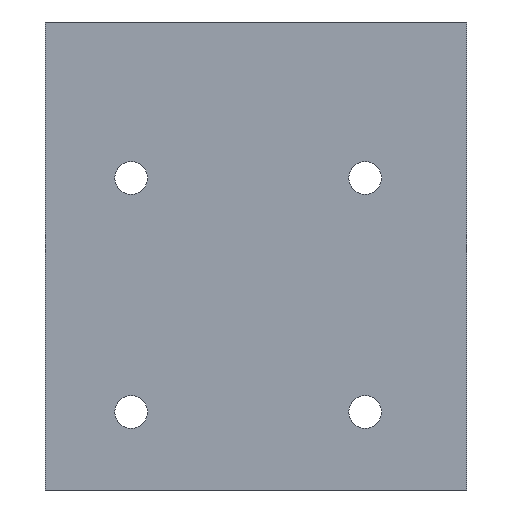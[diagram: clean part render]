
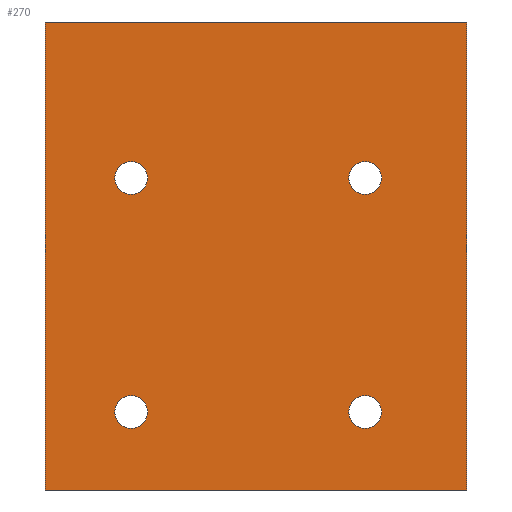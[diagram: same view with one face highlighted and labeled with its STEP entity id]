
A CAD part, front view. The second image highlights one B-rep face of the part: STEP entity #270.
In plain terms, the highlighted planar face has unit normal (0, -1, 0).
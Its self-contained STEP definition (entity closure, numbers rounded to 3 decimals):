
#8 = AXIS2_PLACEMENT_3D ( 'NONE', #526, #392, #531 ) ;
#13 = CARTESIAN_POINT ( 'NONE',  ( 11., -17.921, -48.844 ) ) ;
#19 = ORIENTED_EDGE ( 'NONE', *, *, #538, .T. ) ;
#37 = DIRECTION ( 'NONE',  ( 0., 1., 0. ) ) ;
#41 = CARTESIAN_POINT ( 'NONE',  ( 41., -17.921, -46.744 ) ) ;
#42 = CARTESIAN_POINT ( 'NONE',  ( 41., -17.921, -48.844 ) ) ;
#46 = AXIS2_PLACEMENT_3D ( 'NONE', #472, #37, #311 ) ;
#48 = CARTESIAN_POINT ( 'NONE',  ( 11., -17.921, -48.844 ) ) ;
#56 = CIRCLE ( 'NONE', #474, 2.1 ) ;
#64 = EDGE_CURVE ( 'NONE', #453, #418, #56, .T. ) ;
#65 = CIRCLE ( 'NONE', #448, 2.1 ) ;
#69 = VERTEX_POINT ( 'NONE', #73 ) ;
#72 = EDGE_CURVE ( 'NONE', #263, #69, #379, .T. ) ;
#73 = CARTESIAN_POINT ( 'NONE',  ( 41., -17.921, -50.944 ) ) ;
#75 = DIRECTION ( 'NONE',  ( 0., 1., 0. ) ) ;
#82 = EDGE_LOOP ( 'NONE', ( #459, #122 ) ) ;
#91 = EDGE_LOOP ( 'NONE', ( #706, #569 ) ) ;
#94 = DIRECTION ( 'NONE',  ( 0., 0., 1. ) ) ;
#112 = CIRCLE ( 'NONE', #537, 2.1 ) ;
#116 = DIRECTION ( 'NONE',  ( 0., 0., 1. ) ) ;
#120 = LINE ( 'NONE', #641, #635 ) ;
#122 = ORIENTED_EDGE ( 'NONE', *, *, #657, .T. ) ;
#136 = DIRECTION ( 'NONE',  ( 0., 0., -1. ) ) ;
#139 = ORIENTED_EDGE ( 'NONE', *, *, #550, .T. ) ;
#165 = EDGE_CURVE ( 'NONE', #69, #263, #698, .T. ) ;
#193 = EDGE_CURVE ( 'NONE', #341, #715, #683, .T. ) ;
#201 = LINE ( 'NONE', #425, #268 ) ;
#203 = EDGE_CURVE ( 'NONE', #295, #428, #120, .T. ) ;
#205 = EDGE_LOOP ( 'NONE', ( #415, #343, #337, #580 ) ) ;
#208 = PLANE ( 'NONE',  #307 ) ;
#232 = CARTESIAN_POINT ( 'NONE',  ( 41., -17.921, -48.844 ) ) ;
#263 = VERTEX_POINT ( 'NONE', #41 ) ;
#268 = VECTOR ( 'NONE', #136, 1000. ) ;
#269 = DIRECTION ( 'NONE',  ( 0., 0., 1. ) ) ;
#270 = ADVANCED_FACE ( 'NONE', ( #489, #606, #375, #326, #434 ), #208, .F. ) ;
#275 = CARTESIAN_POINT ( 'NONE',  ( 0., -17.921, -58.844 ) ) ;
#295 = VERTEX_POINT ( 'NONE', #316 ) ;
#298 = ORIENTED_EDGE ( 'NONE', *, *, #165, .T. ) ;
#299 = DIRECTION ( 'NONE',  ( 0., 1., 0. ) ) ;
#307 = AXIS2_PLACEMENT_3D ( 'NONE', #612, #497, #726 ) ;
#310 = EDGE_CURVE ( 'NONE', #418, #453, #112, .T. ) ;
#311 = DIRECTION ( 'NONE',  ( 0., 0., 1. ) ) ;
#316 = CARTESIAN_POINT ( 'NONE',  ( 54., -17.921, -58.844 ) ) ;
#326 = FACE_BOUND ( 'NONE', #91, .T. ) ;
#337 = ORIENTED_EDGE ( 'NONE', *, *, #597, .F. ) ;
#340 = DIRECTION ( 'NONE',  ( -1., 0., 0. ) ) ;
#341 = VERTEX_POINT ( 'NONE', #437 ) ;
#343 = ORIENTED_EDGE ( 'NONE', *, *, #203, .F. ) ;
#357 = VERTEX_POINT ( 'NONE', #721 ) ;
#365 = DIRECTION ( 'NONE',  ( 0., 1., 0. ) ) ;
#373 = DIRECTION ( 'NONE',  ( 0., 1., 0. ) ) ;
#375 = FACE_BOUND ( 'NONE', #82, .T. ) ;
#379 = CIRCLE ( 'NONE', #728, 2.1 ) ;
#381 = DIRECTION ( 'NONE',  ( 0., 1., 0. ) ) ;
#391 = CARTESIAN_POINT ( 'NONE',  ( 11., -17.921, -16.744 ) ) ;
#392 = DIRECTION ( 'NONE',  ( 0., 1., 0. ) ) ;
#395 = VERTEX_POINT ( 'NONE', #431 ) ;
#402 = EDGE_LOOP ( 'NONE', ( #423, #298 ) ) ;
#415 = ORIENTED_EDGE ( 'NONE', *, *, #508, .T. ) ;
#418 = VERTEX_POINT ( 'NONE', #445 ) ;
#423 = ORIENTED_EDGE ( 'NONE', *, *, #72, .T. ) ;
#425 = CARTESIAN_POINT ( 'NONE',  ( 0., -17.921, 1.156 ) ) ;
#428 = VERTEX_POINT ( 'NONE', #275 ) ;
#431 = CARTESIAN_POINT ( 'NONE',  ( 11., -17.921, -20.944 ) ) ;
#434 = FACE_OUTER_BOUND ( 'NONE', #205, .T. ) ;
#437 = CARTESIAN_POINT ( 'NONE',  ( 54., -17.921, 1.156 ) ) ;
#441 = AXIS2_PLACEMENT_3D ( 'NONE', #42, #373, #94 ) ;
#445 = CARTESIAN_POINT ( 'NONE',  ( 11., -17.921, -46.744 ) ) ;
#448 = AXIS2_PLACEMENT_3D ( 'NONE', #678, #75, #116 ) ;
#450 = EDGE_LOOP ( 'NONE', ( #139, #19 ) ) ;
#453 = VERTEX_POINT ( 'NONE', #582 ) ;
#459 = ORIENTED_EDGE ( 'NONE', *, *, #466, .T. ) ;
#466 = EDGE_CURVE ( 'NONE', #357, #729, #711, .T. ) ;
#468 = CARTESIAN_POINT ( 'NONE',  ( 54., -17.921, 1.156 ) ) ;
#472 = CARTESIAN_POINT ( 'NONE',  ( 11., -17.921, -18.844 ) ) ;
#474 = AXIS2_PLACEMENT_3D ( 'NONE', #13, #523, #581 ) ;
#480 = CARTESIAN_POINT ( 'NONE',  ( 54., -17.921, 1.156 ) ) ;
#484 = DIRECTION ( 'NONE',  ( 0., 0., 1. ) ) ;
#489 = FACE_BOUND ( 'NONE', #402, .T. ) ;
#497 = DIRECTION ( 'NONE',  ( 0., 1., 0. ) ) ;
#507 = CARTESIAN_POINT ( 'NONE',  ( 41., -17.921, -20.944 ) ) ;
#508 = EDGE_CURVE ( 'NONE', #715, #428, #201, .T. ) ;
#523 = DIRECTION ( 'NONE',  ( 0., 1., 0. ) ) ;
#526 = CARTESIAN_POINT ( 'NONE',  ( 41., -17.921, -18.844 ) ) ;
#530 = DIRECTION ( 'NONE',  ( 0., 0., 1. ) ) ;
#531 = DIRECTION ( 'NONE',  ( 0., 0., 1. ) ) ;
#537 = AXIS2_PLACEMENT_3D ( 'NONE', #48, #381, #269 ) ;
#538 = EDGE_CURVE ( 'NONE', #395, #677, #676, .T. ) ;
#548 = VECTOR ( 'NONE', #340, 1000. ) ;
#550 = EDGE_CURVE ( 'NONE', #677, #395, #608, .T. ) ;
#554 = AXIS2_PLACEMENT_3D ( 'NONE', #655, #365, #484 ) ;
#567 = CARTESIAN_POINT ( 'NONE',  ( 0., -17.921, 1.156 ) ) ;
#569 = ORIENTED_EDGE ( 'NONE', *, *, #64, .T. ) ;
#580 = ORIENTED_EDGE ( 'NONE', *, *, #193, .T. ) ;
#581 = DIRECTION ( 'NONE',  ( 0., 0., 1. ) ) ;
#582 = CARTESIAN_POINT ( 'NONE',  ( 11., -17.921, -50.944 ) ) ;
#588 = VECTOR ( 'NONE', #712, 1000. ) ;
#593 = LINE ( 'NONE', #480, #588 ) ;
#597 = EDGE_CURVE ( 'NONE', #341, #295, #593, .T. ) ;
#606 = FACE_BOUND ( 'NONE', #450, .T. ) ;
#608 = CIRCLE ( 'NONE', #554, 2.1 ) ;
#612 = CARTESIAN_POINT ( 'NONE',  ( 54., -17.921, 1.156 ) ) ;
#632 = DIRECTION ( 'NONE',  ( -1., 0., 0. ) ) ;
#635 = VECTOR ( 'NONE', #632, 1000. ) ;
#641 = CARTESIAN_POINT ( 'NONE',  ( 54., -17.921, -58.844 ) ) ;
#655 = CARTESIAN_POINT ( 'NONE',  ( 11., -17.921, -18.844 ) ) ;
#657 = EDGE_CURVE ( 'NONE', #729, #357, #65, .T. ) ;
#676 = CIRCLE ( 'NONE', #46, 2.1 ) ;
#677 = VERTEX_POINT ( 'NONE', #391 ) ;
#678 = CARTESIAN_POINT ( 'NONE',  ( 41., -17.921, -18.844 ) ) ;
#683 = LINE ( 'NONE', #468, #548 ) ;
#698 = CIRCLE ( 'NONE', #441, 2.1 ) ;
#706 = ORIENTED_EDGE ( 'NONE', *, *, #310, .T. ) ;
#711 = CIRCLE ( 'NONE', #8, 2.1 ) ;
#712 = DIRECTION ( 'NONE',  ( 0., 0., -1. ) ) ;
#715 = VERTEX_POINT ( 'NONE', #567 ) ;
#721 = CARTESIAN_POINT ( 'NONE',  ( 41., -17.921, -16.744 ) ) ;
#726 = DIRECTION ( 'NONE',  ( 0., 0., 1. ) ) ;
#728 = AXIS2_PLACEMENT_3D ( 'NONE', #232, #299, #530 ) ;
#729 = VERTEX_POINT ( 'NONE', #507 ) ;
